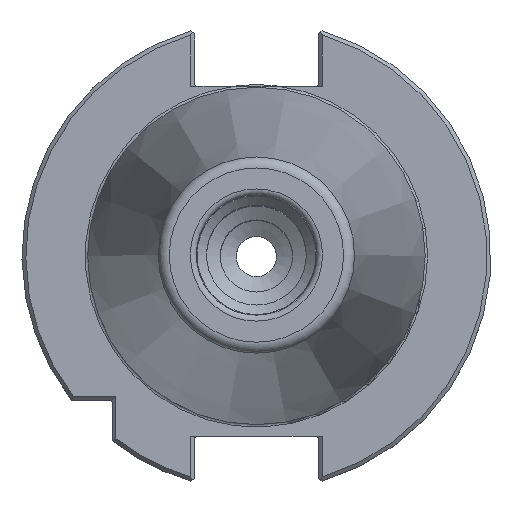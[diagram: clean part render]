
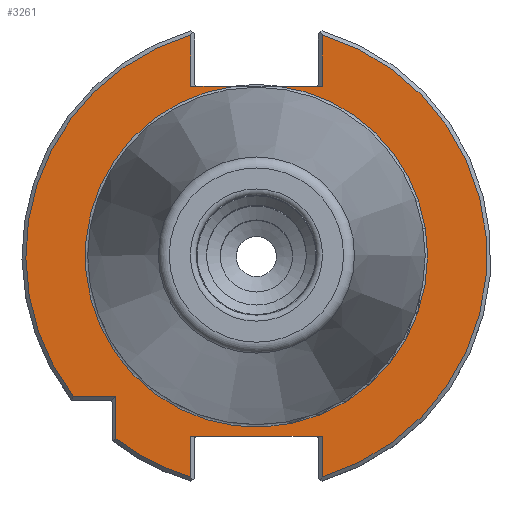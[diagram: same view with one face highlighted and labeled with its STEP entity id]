
A CAD part, top view. The second image highlights one B-rep face of the part: STEP entity #3261.
In plain terms, the highlighted planar face has unit normal (0, 0, 1).
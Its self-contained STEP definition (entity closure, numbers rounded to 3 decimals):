
#54=LINE('',#4743,#150);
#58=LINE('',#4759,#154);
#70=LINE('',#4904,#166);
#75=LINE('',#4918,#171);
#96=LINE('',#4984,#192);
#97=LINE('',#4986,#193);
#98=LINE('',#4988,#194);
#99=LINE('',#4989,#195);
#100=LINE('',#4990,#196);
#150=VECTOR('',#3936,1000.);
#154=VECTOR('',#3946,1000.);
#166=VECTOR('',#4022,1000.);
#171=VECTOR('',#4033,1000.);
#192=VECTOR('',#4092,1000.);
#193=VECTOR('',#4095,1000.);
#194=VECTOR('',#4096,1000.);
#195=VECTOR('',#4097,1000.);
#196=VECTOR('',#4098,1000.);
#392=PLANE('',#3525);
#829=ORIENTED_EDGE('',*,*,#1163,.T.);
#830=ORIENTED_EDGE('',*,*,#1239,.T.);
#831=ORIENTED_EDGE('',*,*,#1240,.F.);
#832=ORIENTED_EDGE('',*,*,#1241,.T.);
#833=ORIENTED_EDGE('',*,*,#1165,.T.);
#834=ORIENTED_EDGE('',*,*,#1209,.T.);
#835=ORIENTED_EDGE('',*,*,#1242,.F.);
#836=ORIENTED_EDGE('',*,*,#1161,.F.);
#837=ORIENTED_EDGE('',*,*,#1243,.F.);
#838=ORIENTED_EDGE('',*,*,#1202,.T.);
#839=ORIENTED_EDGE('',*,*,#1158,.T.);
#840=ORIENTED_EDGE('',*,*,#1157,.T.);
#841=ORIENTED_EDGE('',*,*,#1150,.T.);
#1150=EDGE_CURVE('',#1428,#1427,#54,.T.);
#1157=EDGE_CURVE('',#1431,#1428,#58,.T.);
#1158=EDGE_CURVE('',#1433,#1431,#1605,.T.);
#1161=EDGE_CURVE('',#1435,#1434,#1607,.T.);
#1163=EDGE_CURVE('',#1427,#1436,#1608,.T.);
#1165=EDGE_CURVE('',#1439,#1438,#1609,.T.);
#1202=EDGE_CURVE('',#1462,#1433,#70,.T.);
#1209=EDGE_CURVE('',#1438,#1467,#75,.T.);
#1239=EDGE_CURVE('',#1436,#1485,#96,.T.);
#1240=EDGE_CURVE('',#1486,#1485,#97,.T.);
#1241=EDGE_CURVE('',#1486,#1439,#98,.T.);
#1242=EDGE_CURVE('',#1434,#1467,#99,.T.);
#1243=EDGE_CURVE('',#1462,#1435,#100,.T.);
#1427=VERTEX_POINT('',#4742);
#1428=VERTEX_POINT('',#4744);
#1431=VERTEX_POINT('',#4755);
#1433=VERTEX_POINT('',#4762);
#1434=VERTEX_POINT('',#4769);
#1435=VERTEX_POINT('',#4770);
#1436=VERTEX_POINT('',#4777);
#1438=VERTEX_POINT('',#4785);
#1439=VERTEX_POINT('',#4787);
#1462=VERTEX_POINT('',#4905);
#1467=VERTEX_POINT('',#4917);
#1485=VERTEX_POINT('',#4983);
#1486=VERTEX_POINT('',#4987);
#1605=CIRCLE('',#3472,47.95);
#1607=CIRCLE('',#3475,35.591);
#1608=CIRCLE('',#3477,47.95);
#1609=CIRCLE('',#3479,47.95);
#1804=EDGE_LOOP('',(#829,#830,#831,#832,#833,#834,#835,#836,#837,#838,#839,
#840,#841));
#2026=FACE_BOUND('',#1804,.T.);
#3261=ADVANCED_FACE('',(#2026),#392,.T.);
#3472=AXIS2_PLACEMENT_3D('',#4761,#3949,#3950);
#3475=AXIS2_PLACEMENT_3D('',#4771,#3955,#3956);
#3477=AXIS2_PLACEMENT_3D('',#4778,#3959,#3960);
#3479=AXIS2_PLACEMENT_3D('',#4786,#3963,#3964);
#3525=AXIS2_PLACEMENT_3D('',#4985,#4093,#4094);
#3936=DIRECTION('',(0.,-1.,0.));
#3946=DIRECTION('',(1.,0.,0.));
#3949=DIRECTION('',(0.,0.,1.));
#3950=DIRECTION('',(1.,0.,0.));
#3955=DIRECTION('',(0.,0.,1.));
#3956=DIRECTION('',(1.,0.,0.));
#3959=DIRECTION('',(0.,0.,1.));
#3960=DIRECTION('',(1.,0.,0.));
#3963=DIRECTION('',(0.,0.,1.));
#3964=DIRECTION('',(1.,0.,0.));
#4022=DIRECTION('',(0.,1.,0.));
#4033=DIRECTION('',(0.,-1.,0.));
#4092=DIRECTION('',(0.,1.,0.));
#4093=DIRECTION('',(0.,0.,1.));
#4094=DIRECTION('',(1.,0.,0.));
#4095=DIRECTION('',(-1.,0.,0.));
#4096=DIRECTION('',(0.,-1.,0.));
#4097=DIRECTION('',(1.,0.,0.));
#4098=DIRECTION('',(1.,0.,0.));
#4742=CARTESIAN_POINT('',(-29.2,-38.034,-3.2));
#4743=CARTESIAN_POINT('',(-29.2,-38.616,-3.2));
#4744=CARTESIAN_POINT('',(-29.2,-29.2,-3.2));
#4755=CARTESIAN_POINT('',(-38.034,-29.2,-3.2));
#4759=CARTESIAN_POINT('',(-30.,-29.2,-3.2));
#4761=CARTESIAN_POINT('',(0.,0.,-3.2));
#4762=CARTESIAN_POINT('',(-13.65,45.966,-3.2));
#4769=CARTESIAN_POINT('',(4.543,35.3,-3.2));
#4770=CARTESIAN_POINT('',(-4.543,35.3,-3.2));
#4771=CARTESIAN_POINT('',(0.,0.,-3.2));
#4777=CARTESIAN_POINT('',(-13.65,-45.966,-3.2));
#4778=CARTESIAN_POINT('',(0.,0.,-3.2));
#4785=CARTESIAN_POINT('',(13.65,45.966,-3.2));
#4786=CARTESIAN_POINT('',(0.,0.,-3.2));
#4787=CARTESIAN_POINT('',(13.65,-45.966,-3.2));
#4904=CARTESIAN_POINT('',(-13.65,47.181,-3.2));
#4905=CARTESIAN_POINT('',(-13.65,35.3,-3.2));
#4917=CARTESIAN_POINT('',(13.65,35.3,-3.2));
#4918=CARTESIAN_POINT('',(13.65,35.3,-3.2));
#4983=CARTESIAN_POINT('',(-13.65,-37.5,-3.2));
#4984=CARTESIAN_POINT('',(-13.65,-37.5,-3.2));
#4985=CARTESIAN_POINT('',(35.591,0.,-3.2));
#4986=CARTESIAN_POINT('',(12.85,-37.5,-3.2));
#4987=CARTESIAN_POINT('',(13.65,-37.5,-3.2));
#4988=CARTESIAN_POINT('',(13.65,-47.181,-3.2));
#4989=CARTESIAN_POINT('',(-12.85,35.3,-3.2));
#4990=CARTESIAN_POINT('',(-12.85,35.3,-3.2));
